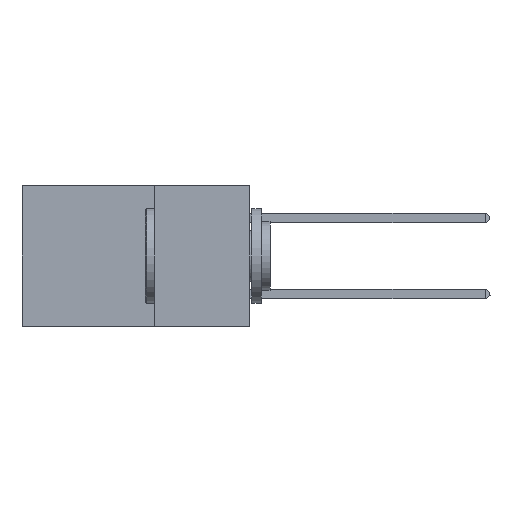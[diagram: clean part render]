
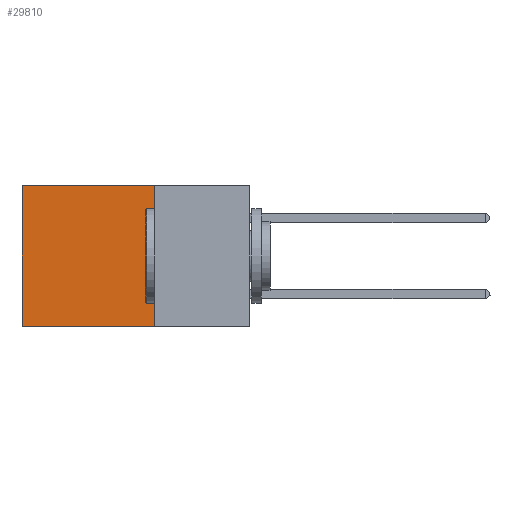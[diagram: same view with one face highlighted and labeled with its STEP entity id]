
A CAD part, left-side view. The second image highlights one B-rep face of the part: STEP entity #29810.
In plain terms, the highlighted planar face has unit normal (-1, 0, 0).
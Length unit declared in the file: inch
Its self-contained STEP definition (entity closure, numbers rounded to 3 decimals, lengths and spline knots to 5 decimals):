
#296 = LINE ( 'NONE', #37305, #16812 ) ;
#2331 = DIRECTION ( 'NONE',  ( 0., 0., -1. ) ) ;
#2722 = EDGE_CURVE ( 'NONE', #3265, #21569, #24570, .T. ) ;
#3135 = ORIENTED_EDGE ( 'NONE', *, *, #31757, .T. ) ;
#3265 = VERTEX_POINT ( 'NONE', #10574 ) ;
#4162 = VECTOR ( 'NONE', #22200, 39.37008 ) ;
#6987 = CARTESIAN_POINT ( 'NONE',  ( 0.2875, 0.6, -0.37 ) ) ;
#7654 = VERTEX_POINT ( 'NONE', #7715 ) ;
#7715 = CARTESIAN_POINT ( 'NONE',  ( 0.2875, 0.25, 0. ) ) ;
#8276 = ORIENTED_EDGE ( 'NONE', *, *, #2722, .F. ) ;
#10574 = CARTESIAN_POINT ( 'NONE',  ( 0.2875, 0.25, -0.37 ) ) ;
#13182 = CARTESIAN_POINT ( 'NONE',  ( 0.2875, 0.6, 0. ) ) ;
#14468 = AXIS2_PLACEMENT_3D ( 'NONE', #39525, #23908, #2331 ) ;
#14674 = PLANE ( 'NONE',  #14468 ) ;
#15322 = ORIENTED_EDGE ( 'NONE', *, *, #26176, .T. ) ;
#16812 = VECTOR ( 'NONE', #37182, 39.37008 ) ;
#20793 = FACE_OUTER_BOUND ( 'NONE', #30691, .T. ) ;
#21127 = EDGE_CURVE ( 'NONE', #7654, #3265, #296, .T. ) ;
#21145 = DIRECTION ( 'NONE',  ( 0., 1., 0. ) ) ;
#21569 = VERTEX_POINT ( 'NONE', #6987 ) ;
#21792 = CARTESIAN_POINT ( 'NONE',  ( 0.2875, 0.25, 0. ) ) ;
#22200 = DIRECTION ( 'NONE',  ( 0., 0., -1. ) ) ;
#23908 = DIRECTION ( 'NONE',  ( 1., 0., 0. ) ) ;
#24570 = LINE ( 'NONE', #27495, #29439 ) ;
#25176 = CARTESIAN_POINT ( 'NONE',  ( 0.2875, 0.6, 0. ) ) ;
#26176 = EDGE_CURVE ( 'NONE', #7654, #28720, #37441, .T. ) ;
#27495 = CARTESIAN_POINT ( 'NONE',  ( 0.2875, 0.25, -0.37 ) ) ;
#28720 = VERTEX_POINT ( 'NONE', #13182 ) ;
#29439 = VECTOR ( 'NONE', #21145, 39.37008 ) ;
#29810 = ADVANCED_FACE ( 'NONE', ( #20793 ), #14674, .F. ) ;
#30691 = EDGE_LOOP ( 'NONE', ( #3135, #8276, #31020, #15322 ) ) ;
#31020 = ORIENTED_EDGE ( 'NONE', *, *, #21127, .F. ) ;
#31183 = DIRECTION ( 'NONE',  ( 0., 1., 0. ) ) ;
#31757 = EDGE_CURVE ( 'NONE', #28720, #21569, #35710, .T. ) ;
#35710 = LINE ( 'NONE', #25176, #4162 ) ;
#36036 = VECTOR ( 'NONE', #31183, 39.37008 ) ;
#37182 = DIRECTION ( 'NONE',  ( 0., 0., -1. ) ) ;
#37305 = CARTESIAN_POINT ( 'NONE',  ( 0.2875, 0.25, 0. ) ) ;
#37441 = LINE ( 'NONE', #21792, #36036 ) ;
#39525 = CARTESIAN_POINT ( 'NONE',  ( 0.2875, 0.25, 0. ) ) ;
